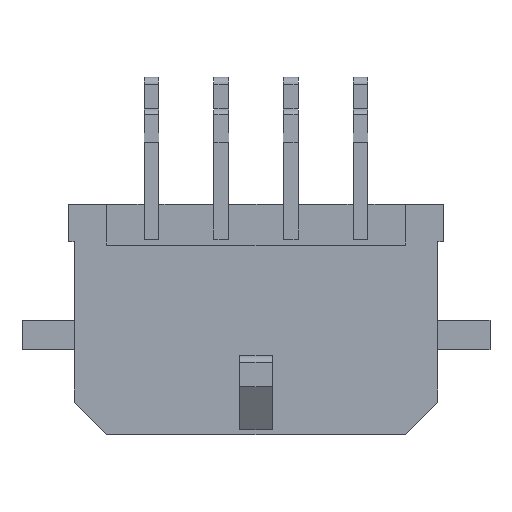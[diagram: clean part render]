
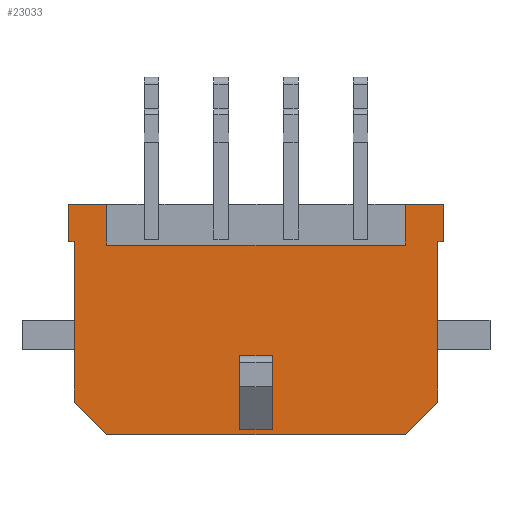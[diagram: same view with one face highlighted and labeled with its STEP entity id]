
A CAD part, top view. The second image highlights one B-rep face of the part: STEP entity #23033.
In plain terms, the highlighted planar face has unit normal (0, 0, 1).
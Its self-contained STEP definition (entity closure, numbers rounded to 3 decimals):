
#178 = VERTEX_POINT ( 'NONE', #3856 ) ;
#240 = EDGE_CURVE ( 'NONE', #12252, #9263, #20002, .T. ) ;
#294 = DIRECTION ( 'NONE',  ( 0., 1., 0. ) ) ;
#489 = VERTEX_POINT ( 'NONE', #18172 ) ;
#530 = VERTEX_POINT ( 'NONE', #16150 ) ;
#540 = VERTEX_POINT ( 'NONE', #1675 ) ;
#629 = VECTOR ( 'NONE', #18467, 1000. ) ;
#661 = DIRECTION ( 'NONE',  ( -1., 0., 0. ) ) ;
#776 = DIRECTION ( 'NONE',  ( 0., -1., 0. ) ) ;
#865 = CARTESIAN_POINT ( 'NONE',  ( 6.425, 4.955, 3.43 ) ) ;
#1393 = EDGE_CURVE ( 'NONE', #12811, #530, #5030, .T. ) ;
#1675 = CARTESIAN_POINT ( 'NONE',  ( -0.7, -4.755, 3.43 ) ) ;
#2151 = CARTESIAN_POINT ( 'NONE',  ( -0.7, -1.565, 3.43 ) ) ;
#2307 = CARTESIAN_POINT ( 'NONE',  ( -6.425, -4.955, 3.43 ) ) ;
#2323 = CARTESIAN_POINT ( 'NONE',  ( 8.075, 4.955, 3.43 ) ) ;
#2397 = FACE_BOUND ( 'NONE', #3167, .T. ) ;
#2588 = ORIENTED_EDGE ( 'NONE', *, *, #15086, .F. ) ;
#2688 = DIRECTION ( 'NONE',  ( 1., 0., 0. ) ) ;
#2769 = EDGE_LOOP ( 'NONE', ( #2588, #6122, #6685, #14708, #3575, #4326, #18319, #15482, #9122, #17676, #22728, #23392, #14674, #18037 ) ) ;
#3167 = EDGE_LOOP ( 'NONE', ( #19570, #26248, #17622, #13374 ) ) ;
#3387 = DIRECTION ( 'NONE',  ( 0.707, -0.707, 0. ) ) ;
#3575 = ORIENTED_EDGE ( 'NONE', *, *, #1393, .F. ) ;
#3810 = CARTESIAN_POINT ( 'NONE',  ( -8.075, 4.955, 3.43 ) ) ;
#3856 = CARTESIAN_POINT ( 'NONE',  ( -6.425, 3.205, 3.43 ) ) ;
#3876 = DIRECTION ( 'NONE',  ( 0., 1., 0. ) ) ;
#4326 = ORIENTED_EDGE ( 'NONE', *, *, #17162, .T. ) ;
#4823 = CARTESIAN_POINT ( 'NONE',  ( -8.075, -4.955, 3.43 ) ) ;
#5030 = LINE ( 'NONE', #13204, #8987 ) ;
#5164 = VERTEX_POINT ( 'NONE', #6582 ) ;
#5539 = LINE ( 'NONE', #14143, #13718 ) ;
#5543 = VERTEX_POINT ( 'NONE', #17666 ) ;
#5689 = VECTOR ( 'NONE', #19003, 1000. ) ;
#5782 = LINE ( 'NONE', #13717, #13884 ) ;
#5947 = EDGE_CURVE ( 'NONE', #540, #13122, #20720, .T. ) ;
#5956 = VECTOR ( 'NONE', #3876, 1000. ) ;
#6122 = ORIENTED_EDGE ( 'NONE', *, *, #13510, .F. ) ;
#6136 = EDGE_CURVE ( 'NONE', #530, #18366, #22174, .T. ) ;
#6479 = LINE ( 'NONE', #4823, #26461 ) ;
#6537 = EDGE_CURVE ( 'NONE', #10345, #15330, #15234, .T. ) ;
#6582 = CARTESIAN_POINT ( 'NONE',  ( 6.425, 3.205, 3.43 ) ) ;
#6685 = ORIENTED_EDGE ( 'NONE', *, *, #19689, .T. ) ;
#6773 = VECTOR ( 'NONE', #7745, 1000. ) ;
#6837 = VECTOR ( 'NONE', #2688, 1000. ) ;
#7093 = DIRECTION ( 'NONE',  ( -1., 0., 0. ) ) ;
#7261 = EDGE_CURVE ( 'NONE', #11361, #20786, #12827, .T. ) ;
#7627 = CARTESIAN_POINT ( 'NONE',  ( -8.075, -4.955, 3.43 ) ) ;
#7745 = DIRECTION ( 'NONE',  ( 0.707, 0.707, 0. ) ) ;
#7813 = VERTEX_POINT ( 'NONE', #2307 ) ;
#8015 = CARTESIAN_POINT ( 'NONE',  ( 0.7, -4.755, 3.43 ) ) ;
#8268 = EDGE_CURVE ( 'NONE', #16407, #9263, #11742, .T. ) ;
#8287 = AXIS2_PLACEMENT_3D ( 'NONE', #15147, #10811, #19055 ) ;
#8300 = LINE ( 'NONE', #14491, #20157 ) ;
#8480 = CARTESIAN_POINT ( 'NONE',  ( -0.7, -4.755, 3.43 ) ) ;
#8633 = EDGE_CURVE ( 'NONE', #12252, #7813, #6479, .T. ) ;
#8987 = VECTOR ( 'NONE', #9438, 1000. ) ;
#9122 = ORIENTED_EDGE ( 'NONE', *, *, #240, .T. ) ;
#9263 = VERTEX_POINT ( 'NONE', #20313 ) ;
#9329 = LINE ( 'NONE', #25752, #13377 ) ;
#9438 = DIRECTION ( 'NONE',  ( -1., 0., 0. ) ) ;
#9790 = CARTESIAN_POINT ( 'NONE',  ( 6.425, 4.955, 3.43 ) ) ;
#9941 = EDGE_CURVE ( 'NONE', #9959, #7813, #15625, .T. ) ;
#9959 = VERTEX_POINT ( 'NONE', #25559 ) ;
#10231 = LINE ( 'NONE', #8480, #629 ) ;
#10345 = VERTEX_POINT ( 'NONE', #2151 ) ;
#10538 = FACE_OUTER_BOUND ( 'NONE', #2769, .T. ) ;
#10811 = DIRECTION ( 'NONE',  ( 0., 0., -1. ) ) ;
#10903 = CARTESIAN_POINT ( 'NONE',  ( 0.7, -1.565, 3.43 ) ) ;
#11304 = EDGE_CURVE ( 'NONE', #16407, #5543, #5782, .T. ) ;
#11361 = VERTEX_POINT ( 'NONE', #2323 ) ;
#11742 = LINE ( 'NONE', #21872, #19178 ) ;
#11898 = CARTESIAN_POINT ( 'NONE',  ( 7.825, 3.355, 3.43 ) ) ;
#12252 = VERTEX_POINT ( 'NONE', #21256 ) ;
#12337 = DIRECTION ( 'NONE',  ( 1., 0., 0. ) ) ;
#12811 = VERTEX_POINT ( 'NONE', #17937 ) ;
#12827 = LINE ( 'NONE', #15152, #16737 ) ;
#13122 = VERTEX_POINT ( 'NONE', #8015 ) ;
#13204 = CARTESIAN_POINT ( 'NONE',  ( -8.075, 3.355, 3.43 ) ) ;
#13316 = CARTESIAN_POINT ( 'NONE',  ( -7.825, -3.555, 3.43 ) ) ;
#13374 = ORIENTED_EDGE ( 'NONE', *, *, #5947, .F. ) ;
#13377 = VECTOR ( 'NONE', #21739, 1000. ) ;
#13510 = EDGE_CURVE ( 'NONE', #489, #178, #17684, .T. ) ;
#13717 = CARTESIAN_POINT ( 'NONE',  ( 8.075, 3.355, 3.43 ) ) ;
#13718 = VECTOR ( 'NONE', #22103, 1000. ) ;
#13884 = VECTOR ( 'NONE', #15886, 1000. ) ;
#14143 = CARTESIAN_POINT ( 'NONE',  ( -8.075, 4.955, 3.43 ) ) ;
#14491 = CARTESIAN_POINT ( 'NONE',  ( 8.075, -4.955, 3.43 ) ) ;
#14674 = ORIENTED_EDGE ( 'NONE', *, *, #7261, .T. ) ;
#14708 = ORIENTED_EDGE ( 'NONE', *, *, #6136, .F. ) ;
#15086 = EDGE_CURVE ( 'NONE', #178, #5164, #22863, .T. ) ;
#15147 = CARTESIAN_POINT ( 'NONE',  ( -8.075, -4.955, 3.43 ) ) ;
#15152 = CARTESIAN_POINT ( 'NONE',  ( -8.075, 4.955, 3.43 ) ) ;
#15234 = LINE ( 'NONE', #10903, #18398 ) ;
#15330 = VERTEX_POINT ( 'NONE', #15636 ) ;
#15482 = ORIENTED_EDGE ( 'NONE', *, *, #8633, .F. ) ;
#15625 = LINE ( 'NONE', #13316, #25303 ) ;
#15636 = CARTESIAN_POINT ( 'NONE',  ( 0.7, -1.565, 3.43 ) ) ;
#15821 = EDGE_CURVE ( 'NONE', #5543, #11361, #8300, .T. ) ;
#15886 = DIRECTION ( 'NONE',  ( 1., 0., 0. ) ) ;
#16150 = CARTESIAN_POINT ( 'NONE',  ( -8.075, 3.355, 3.43 ) ) ;
#16350 = LINE ( 'NONE', #24916, #5689 ) ;
#16407 = VERTEX_POINT ( 'NONE', #11898 ) ;
#16715 = VECTOR ( 'NONE', #12337, 1000. ) ;
#16737 = VECTOR ( 'NONE', #661, 1000. ) ;
#17162 = EDGE_CURVE ( 'NONE', #12811, #9959, #9329, .T. ) ;
#17305 = CARTESIAN_POINT ( 'NONE',  ( -6.425, 3.205, 3.43 ) ) ;
#17622 = ORIENTED_EDGE ( 'NONE', *, *, #21345, .F. ) ;
#17666 = CARTESIAN_POINT ( 'NONE',  ( 8.075, 3.355, 3.43 ) ) ;
#17676 = ORIENTED_EDGE ( 'NONE', *, *, #8268, .F. ) ;
#17684 = LINE ( 'NONE', #25862, #24304 ) ;
#17937 = CARTESIAN_POINT ( 'NONE',  ( -7.825, 3.355, 3.43 ) ) ;
#18037 = ORIENTED_EDGE ( 'NONE', *, *, #22203, .F. ) ;
#18172 = CARTESIAN_POINT ( 'NONE',  ( -6.425, 4.955, 3.43 ) ) ;
#18319 = ORIENTED_EDGE ( 'NONE', *, *, #9941, .T. ) ;
#18366 = VERTEX_POINT ( 'NONE', #3810 ) ;
#18398 = VECTOR ( 'NONE', #23198, 1000. ) ;
#18467 = DIRECTION ( 'NONE',  ( 0., -1., 0. ) ) ;
#18972 = CARTESIAN_POINT ( 'NONE',  ( -0.7, -4.755, 3.43 ) ) ;
#19003 = DIRECTION ( 'NONE',  ( 0., 1., 0. ) ) ;
#19055 = DIRECTION ( 'NONE',  ( 0., 1., 0. ) ) ;
#19090 = VECTOR ( 'NONE', #25957, 1000. ) ;
#19178 = VECTOR ( 'NONE', #19584, 1000. ) ;
#19570 = ORIENTED_EDGE ( 'NONE', *, *, #21968, .F. ) ;
#19584 = DIRECTION ( 'NONE',  ( 0., -1., 0. ) ) ;
#19689 = EDGE_CURVE ( 'NONE', #489, #18366, #5539, .T. ) ;
#20002 = LINE ( 'NONE', #25765, #6773 ) ;
#20157 = VECTOR ( 'NONE', #294, 1000. ) ;
#20313 = CARTESIAN_POINT ( 'NONE',  ( 7.825, -3.555, 3.43 ) ) ;
#20720 = LINE ( 'NONE', #18972, #16715 ) ;
#20786 = VERTEX_POINT ( 'NONE', #865 ) ;
#21256 = CARTESIAN_POINT ( 'NONE',  ( 6.425, -4.955, 3.43 ) ) ;
#21345 = EDGE_CURVE ( 'NONE', #13122, #15330, #16350, .T. ) ;
#21739 = DIRECTION ( 'NONE',  ( 0., -1., 0. ) ) ;
#21815 = LINE ( 'NONE', #9790, #19090 ) ;
#21872 = CARTESIAN_POINT ( 'NONE',  ( 7.825, 11.82, 3.43 ) ) ;
#21968 = EDGE_CURVE ( 'NONE', #10345, #540, #10231, .T. ) ;
#22103 = DIRECTION ( 'NONE',  ( -1., 0., 0. ) ) ;
#22174 = LINE ( 'NONE', #7627, #5956 ) ;
#22203 = EDGE_CURVE ( 'NONE', #5164, #20786, #21815, .T. ) ;
#22728 = ORIENTED_EDGE ( 'NONE', *, *, #11304, .T. ) ;
#22863 = LINE ( 'NONE', #17305, #6837 ) ;
#23033 = ADVANCED_FACE ( 'NONE', ( #10538, #2397 ), #23234, .F. ) ;
#23198 = DIRECTION ( 'NONE',  ( 1., 0., 0. ) ) ;
#23234 = PLANE ( 'NONE',  #8287 ) ;
#23392 = ORIENTED_EDGE ( 'NONE', *, *, #15821, .T. ) ;
#24304 = VECTOR ( 'NONE', #776, 1000. ) ;
#24916 = CARTESIAN_POINT ( 'NONE',  ( 0.7, -4.755, 3.43 ) ) ;
#25303 = VECTOR ( 'NONE', #3387, 1000. ) ;
#25559 = CARTESIAN_POINT ( 'NONE',  ( -7.825, -3.555, 3.43 ) ) ;
#25752 = CARTESIAN_POINT ( 'NONE',  ( -7.825, 11.82, 3.43 ) ) ;
#25765 = CARTESIAN_POINT ( 'NONE',  ( 6.425, -4.955, 3.43 ) ) ;
#25862 = CARTESIAN_POINT ( 'NONE',  ( -6.425, 4.955, 3.43 ) ) ;
#25957 = DIRECTION ( 'NONE',  ( 0., 1., 0. ) ) ;
#26248 = ORIENTED_EDGE ( 'NONE', *, *, #6537, .T. ) ;
#26461 = VECTOR ( 'NONE', #7093, 1000. ) ;
